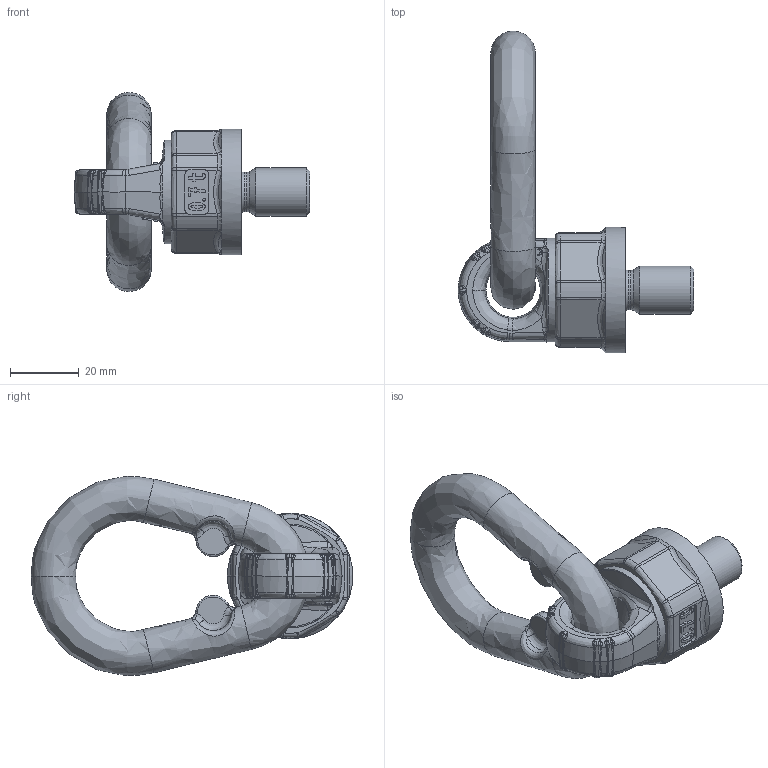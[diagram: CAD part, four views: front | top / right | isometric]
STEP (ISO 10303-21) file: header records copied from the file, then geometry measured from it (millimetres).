
FILE_DESCRIPTION((''),'2;1');
FILE_NAME( 'TP0_7_M14x20_waagerecht.stp','2012-03-29T13:25:05',('User'),('SDRC'),'I-DEAS Master Series 9','UNIX','Yes');
FILE_SCHEMA(('CONFIG_CONTROL_DESIGN', 'GEOMETRIC_VALIDATION_PROPERTIES_MIM','SHAPE_APPEARANCE_LAYER_MIM'));
Length unit declared in the file: millimetre
Bounding box: 68.58 x 93.63 x 57.95 mm (x, y, z)
Surface area: 14920.9 mm2 (no closed solid volume)
Topology: 0 solids, 1 shells, 569 faces, 1415 edges, 832 vertices
Faces by surface type: bspline 569
Entity records: 23741 total; most frequent: CARTESIAN_POINT 15112, ORIENTED_EDGE 2773, EDGE_CURVE 1388, VERTEX_POINT 832, OVER_RIDING_STYLED_ITEM 655, EDGE_LOOP 587, FACE_OUTER_BOUND 569, ADVANCED_FACE 569
